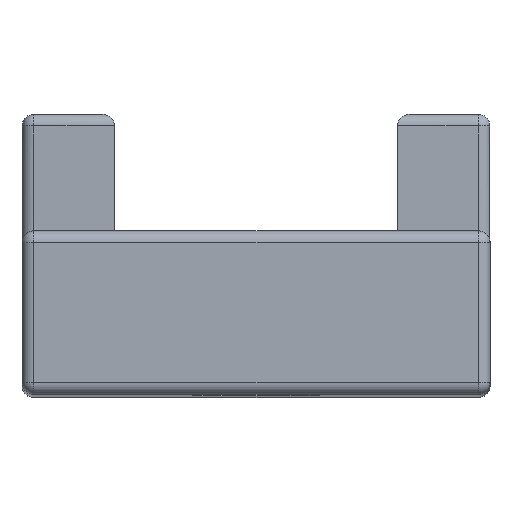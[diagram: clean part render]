
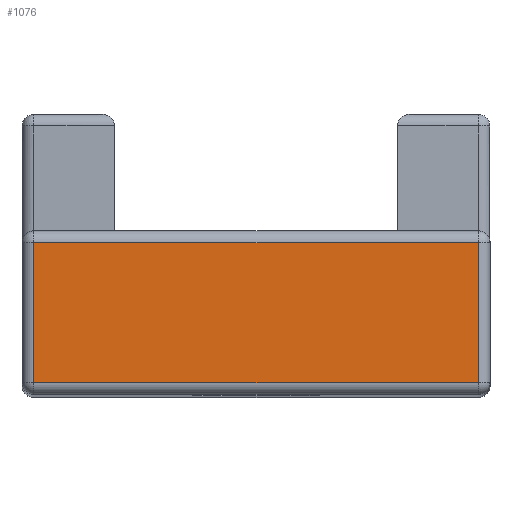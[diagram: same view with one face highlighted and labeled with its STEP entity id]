
A CAD part, top view. The second image highlights one B-rep face of the part: STEP entity #1076.
In plain terms, the highlighted planar face has unit normal (0, 0, 1).
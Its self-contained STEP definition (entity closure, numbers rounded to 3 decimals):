
#108=PLANE('',#1225);
#176=FACE_OUTER_BOUND('',#253,.T.);
#253=EDGE_LOOP('',(#950,#951,#952,#953));
#340=LINE('',#1875,#425);
#341=LINE('',#1877,#426);
#342=LINE('',#1879,#427);
#343=LINE('',#1883,#428);
#425=VECTOR('',#1534,10.);
#426=VECTOR('',#1537,10.);
#427=VECTOR('',#1540,10.);
#428=VECTOR('',#1547,10.);
#515=VERTEX_POINT('',#1831);
#517=VERTEX_POINT('',#1840);
#518=VERTEX_POINT('',#1845);
#519=VERTEX_POINT('',#1853);
#657=EDGE_CURVE('',#517,#519,#340,.T.);
#658=EDGE_CURVE('',#519,#518,#341,.T.);
#659=EDGE_CURVE('',#518,#515,#342,.T.);
#661=EDGE_CURVE('',#515,#517,#343,.T.);
#950=ORIENTED_EDGE('',*,*,#657,.F.);
#951=ORIENTED_EDGE('',*,*,#661,.F.);
#952=ORIENTED_EDGE('',*,*,#659,.F.);
#953=ORIENTED_EDGE('',*,*,#658,.F.);
#1076=ADVANCED_FACE('',(#176),#108,.T.);
#1225=AXIS2_PLACEMENT_3D('',#1900,#1573,#1574);
#1534=DIRECTION('',(1.,0.,0.));
#1537=DIRECTION('',(0.,-1.,0.));
#1540=DIRECTION('',(-1.,0.,0.));
#1547=DIRECTION('',(0.,1.,0.));
#1573=DIRECTION('center_axis',(0.,0.,
1.));
#1574=DIRECTION('ref_axis',(-1.,0.,0.));
#1831=CARTESIAN_POINT('',(-9.5,233.,55.));
#1840=CARTESIAN_POINT('',(-9.5,239.,55.));
#1845=CARTESIAN_POINT('',(9.5,233.,55.));
#1853=CARTESIAN_POINT('',(9.5,239.,55.));
#1875=CARTESIAN_POINT('',(5.,239.,55.));
#1877=CARTESIAN_POINT('',(9.5,239.5,55.));
#1879=CARTESIAN_POINT('',(5.,233.,55.));
#1883=CARTESIAN_POINT('',(-9.5,239.5,55.));
#1900=CARTESIAN_POINT('Origin',(10.,239.5,55.));
